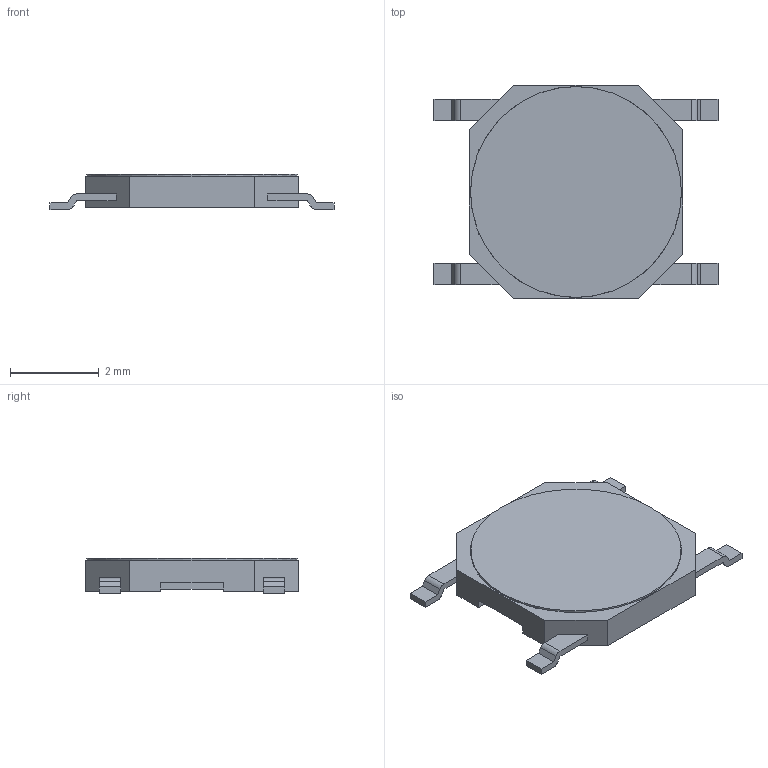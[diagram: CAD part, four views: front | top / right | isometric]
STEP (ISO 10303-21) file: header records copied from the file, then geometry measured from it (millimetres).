
FILE_DESCRIPTION(/* description */ (''),/* implementation_level */ '2;1');
FILE_NAME(/* name */ 'PTS526SK08SMTR2LFS v2.step',/* time_stamp */ '2019-09-24T22:43:48+09:00',/* author */ (''),/* organization */ (''),/* preprocessor_version */ 'ST-DEVELOPER v18',/* originating_system */ 'Autodesk Translation Framework v8.6.0.1094',/* authorisation */ '');
FILE_SCHEMA (('AUTOMOTIVE_DESIGN { 1 0 10303 214 3 1 1 }'));
Length unit declared in the file: metre
Products named in the file (1): PTS526SK08SMTR2LFS
Bounding box: 6.4 x 4.8 x 0.79 mm (x, y, z)
Volume: 11.4 mm3; surface area: 103.1 mm2
Topology: 6 solids, 6 shells, 99 faces, 248 edges, 168 vertices
Faces by surface type: plane 85, cylinder 14
Full cylindrical faces by diameter (mm): 0.35 x1, 1 x1, 2.2 x1, 4.75 x1
Entity records: 2991 total; most frequent: CARTESIAN_POINT 516, ORIENTED_EDGE 496, DIRECTION 484, EDGE_CURVE 248, LINE 212, VECTOR 212, VERTEX_POINT 168, AXIS2_PLACEMENT_3D 136
